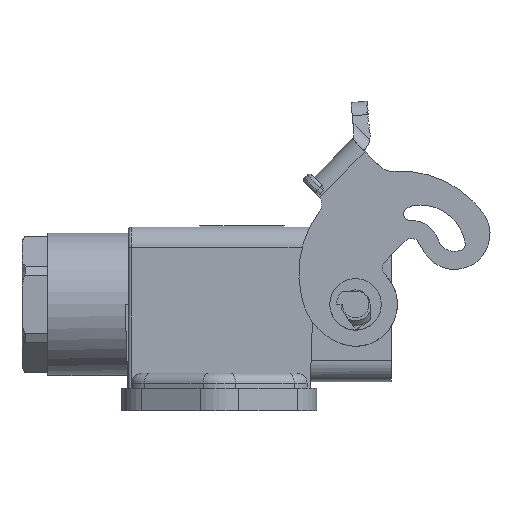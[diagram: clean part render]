
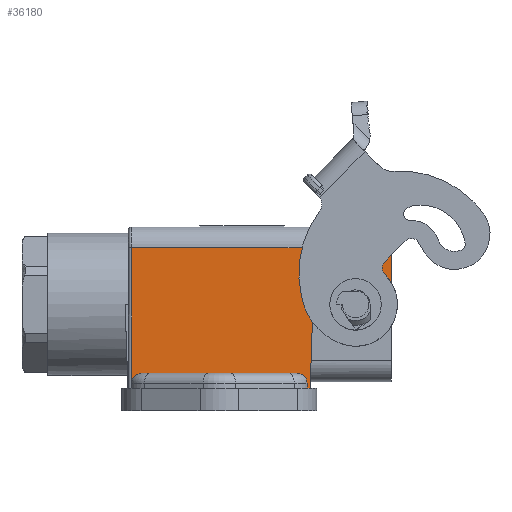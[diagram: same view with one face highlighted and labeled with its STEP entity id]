
A CAD part, left-side view. The second image highlights one B-rep face of the part: STEP entity #36180.
In plain terms, the highlighted face is planar.
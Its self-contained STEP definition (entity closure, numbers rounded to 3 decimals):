
#16210=CARTESIAN_POINT('',(11.844,77.012,-10.695));
#16220=VERTEX_POINT('',#16210);
#16250=CARTESIAN_POINT('',(9.081,77.012,-10.695));
#16260=DIRECTION('',(1.,0.,0.));
#16270=VECTOR('',#16260,1.);
#16280=LINE('',#16250,#16270);
#16290=CARTESIAN_POINT('',(-11.844,77.012,-10.695))
;
#16300=VERTEX_POINT('',#16290);
#16310=EDGE_CURVE('',#16300,#16220,#16280,.T.);
#22120=CARTESIAN_POINT('',(-26.689,76.984,0.));
#22130=VERTEX_POINT('',#22120);
#22210=CARTESIAN_POINT('',(-26.689,77.022,-14.731));
#22220=DIRECTION('',(0.,0.003,
-1.));
#22230=VECTOR('',#22220,1.);
#22240=LINE('',#22210,#22230);
#22250=CARTESIAN_POINT('',(-26.689,76.961,8.796));
#22260=VERTEX_POINT('',#22250);
#22270=EDGE_CURVE('',#22260,#22130,#22240,.T.);
#27780=CARTESIAN_POINT('',(13.618,77.018,-13.031));
#27790=VERTEX_POINT('',#27780);
#27820=CARTESIAN_POINT('',(9.081,74.812,
829.431));
#27830=DIRECTION('',(0.,1.,0.003));
#27840=DIRECTION('',(0.,-0.003,1.));
#27850=AXIS2_PLACEMENT_3D('',#27820,#27830,#27840);
#27860=ELLIPSE('',#27850,1927.05,5.045);
#27870=CARTESIAN_POINT('',(13.619,77.015,-12.209));
#27880=VERTEX_POINT('',#27870);
#27890=EDGE_CURVE('',#27880,#27790,#27860,.T.);
#28220=CARTESIAN_POINT('',(11.844,77.012,-10.695));
#28230=CARTESIAN_POINT('',(12.062,77.012,-10.695));
#28240=CARTESIAN_POINT('',(12.275,77.012,
-10.724));
#28250=CARTESIAN_POINT('',(12.586,77.012,
-10.819));
#28260=CARTESIAN_POINT('',(12.688,77.012,
-10.86));
#28270=CARTESIAN_POINT('',(12.88,77.012,
-10.959));
#28280=CARTESIAN_POINT('',(12.971,77.012,
-11.017));
#28290=CARTESIAN_POINT('',(13.228,77.013,
-11.219));
#28300=CARTESIAN_POINT('',(13.37,77.013,
-11.387));
#28310=CARTESIAN_POINT('',(13.518,77.014,
-11.679));
#28320=CARTESIAN_POINT('',(13.555,77.014,
-11.78));
#28330=CARTESIAN_POINT('',(13.606,77.015,
-11.991));
#28340=CARTESIAN_POINT('',(13.62,77.015,
-12.101));
#28350=CARTESIAN_POINT('',(13.619,77.015,-12.209));
#28360=B_SPLINE_CURVE_WITH_KNOTS('',3,(#28220,#28230,#28240,#28250,
#28260,#28270,#28280,#28290,#28300,#28310,#28320,#28330,#28340,#28350),
.UNSPECIFIED.,.F.,.F.,(4,2,2,2,2,2,4),(0.006,
0.006,0.007,0.007,
0.008,0.008,0.008),
.UNSPECIFIED.);
#28370=EDGE_CURVE('',#16220,#27880,#28360,.T.);
#29960=CARTESIAN_POINT('',(13.626,76.961,8.796));
#29970=VERTEX_POINT('',#29960);
#30230=CARTESIAN_POINT('',(13.626,77.053,-26.495));
#30240=DIRECTION('',(0.,0.003,
-1.));
#30250=VECTOR('',#30240,1.);
#30260=LINE('',#30230,#30250);
#30270=CARTESIAN_POINT('',(13.626,77.018,-13.031));
#30280=VERTEX_POINT('',#30270);
#30290=EDGE_CURVE('',#29970,#30280,#30260,.T.);
#30540=CARTESIAN_POINT('',(-13.992,77.025,
-15.713));
#30550=DIRECTION('',(0.035,0.003,
-0.999));
#30560=VECTOR('',#30550,1.);
#30570=LINE('',#30540,#30560);
#30580=CARTESIAN_POINT('',(-14.54,76.984,
0.));
#30590=VERTEX_POINT('',#30580);
#30600=CARTESIAN_POINT('',(-14.085,77.018,-13.031));
#30610=VERTEX_POINT('',#30600);
#30620=EDGE_CURVE('',#30590,#30610,#30570,.T.);
#33410=CARTESIAN_POINT('',(-6.306,76.961,
8.796));
#33420=DIRECTION('',(1.,0.,0.));
#33430=VECTOR('',#33420,1.);
#33440=LINE('',#33410,#33430);
#33450=EDGE_CURVE('',#22260,#29970,#33440,.T.);
#35450=CARTESIAN_POINT('',(14.126,77.022,-14.731));
#35460=DIRECTION('',(0.,1.,
0.003));
#35470=DIRECTION('',(0.,-0.003,
1.));
#35480=AXIS2_PLACEMENT_3D('',#35450,#35460,#35470);
#35490=PLANE('',#35480);
#35500=ORIENTED_EDGE('',*,*,#28370,.F.);
#35510=ORIENTED_EDGE('',*,*,#27890,.F.);
#35520=CARTESIAN_POINT('',(0.,77.018,-13.031));
#35530=DIRECTION('',(1.,0.,0.));
#35540=VECTOR('',#35530,1.);
#35550=LINE('',#35520,#35540);
#35560=EDGE_CURVE('',#27790,#30280,#35550,.T.);
#35570=ORIENTED_EDGE('',*,*,#35560,.F.);
#35580=ORIENTED_EDGE('',*,*,#30290,.T.);
#35590=ORIENTED_EDGE('',*,*,#33450,.T.);
#35600=ORIENTED_EDGE('',*,*,#22270,.F.);
#35610=CARTESIAN_POINT('',(14.126,76.984,0.)
);
#35620=DIRECTION('',(1.,0.,0.));
#35630=VECTOR('',#35620,1.);
#35640=LINE('',#35610,#35630);
#35650=CARTESIAN_POINT('',(-24.442,76.984,0.));
#35660=VERTEX_POINT('',#35650);
#35670=EDGE_CURVE('',#22130,#35660,#35640,.T.);
#35680=ORIENTED_EDGE('',*,*,#35670,.F.);
#35690=CARTESIAN_POINT('',(-21.139,76.984,0.009)
);
#35700=DIRECTION('',(0.,1.,0.003));
#35710=DIRECTION('',(0.,-0.003,1.));
#35720=AXIS2_PLACEMENT_3D('',#35690,#35700,#35710);
#35730=ELLIPSE('',#35720,3.303,3.303);
#35740=CARTESIAN_POINT('',(-17.836,76.984,
0.));
#35750=VERTEX_POINT('',#35740);
#35760=EDGE_CURVE('',#35660,#35750,#35730,.T.);
#35770=ORIENTED_EDGE('',*,*,#35760,.F.);
#35780=CARTESIAN_POINT('',(14.126,76.984,0.)
);
#35790=DIRECTION('',(1.,0.,0.));
#35800=VECTOR('',#35790,1.);
#35810=LINE('',#35780,#35800);
#35820=EDGE_CURVE('',#35750,#30590,#35810,.T.);
#35830=ORIENTED_EDGE('',*,*,#35820,.F.);
#35840=ORIENTED_EDGE('',*,*,#30620,.F.);
#35850=CARTESIAN_POINT('',(-13.618,77.018,-13.031))
;
#35860=VERTEX_POINT('',#35850);
#35870=EDGE_CURVE('',#30610,#35860,#35550,.T.);
#35880=ORIENTED_EDGE('',*,*,#35870,.F.);
#35890=CARTESIAN_POINT('',(-9.081,74.812,
829.431));
#35900=DIRECTION('',(0.,1.,0.003));
#35910=DIRECTION('',(0.,-0.003,1.));
#35920=AXIS2_PLACEMENT_3D('',#35890,#35900,#35910);
#35930=ELLIPSE('',#35920,1927.05,5.045);
#35940=CARTESIAN_POINT('',(-13.619,77.015,-12.209))
;
#35950=VERTEX_POINT('',#35940);
#35960=EDGE_CURVE('',#35860,#35950,#35930,.T.);
#35970=ORIENTED_EDGE('',*,*,#35960,.F.);
#35980=CARTESIAN_POINT('',(-13.619,77.015,-12.209))
;
#35990=CARTESIAN_POINT('',(-13.62,77.015,
-12.1));
#36000=CARTESIAN_POINT('',(-13.607,77.015,
-11.992));
#36010=CARTESIAN_POINT('',(-13.556,77.014,
-11.782));
#36020=CARTESIAN_POINT('',(-13.518,77.014,
-11.679));
#36030=CARTESIAN_POINT('',(-13.371,77.013,
-11.39));
#36040=CARTESIAN_POINT('',(-13.229,77.013,
-11.22));
#36050=CARTESIAN_POINT('',(-12.974,77.012,
-11.018));
#36060=CARTESIAN_POINT('',(-12.881,77.012,
-10.959));
#36070=CARTESIAN_POINT('',(-12.689,77.012,
-10.861));
#36080=CARTESIAN_POINT('',(-12.589,77.012,
-10.82));
#36090=CARTESIAN_POINT('',(-12.276,77.012,
-10.724));
#36100=CARTESIAN_POINT('',(-12.061,77.012,-10.695))
;
#36110=CARTESIAN_POINT('',(-11.844,77.012,-10.695))
;
#36120=B_SPLINE_CURVE_WITH_KNOTS('',3,(#35980,#35990,#36000,#36010,
#36020,#36030,#36040,#36050,#36060,#36070,#36080,#36090,#36100,#36110),
.UNSPECIFIED.,.F.,.F.,(4,2,2,2,2,2,4),(0.008,
0.008,0.009,0.009,
0.01,0.01,0.011),
.UNSPECIFIED.);
#36130=EDGE_CURVE('',#35950,#16300,#36120,.T.);
#36140=ORIENTED_EDGE('',*,*,#36130,.F.);
#36150=ORIENTED_EDGE('',*,*,#16310,.F.);
#36160=EDGE_LOOP('',(#36150,#36140,#35970,#35880,#35840,#35830,#35770,
#35680,#35600,#35590,#35580,#35570,#35510,#35500));
#36170=FACE_OUTER_BOUND('',#36160,.T.);
#36180=ADVANCED_FACE('',(#36170),#35490,.T.);
